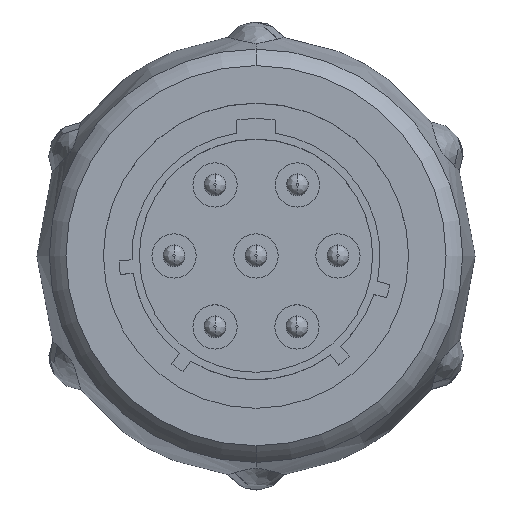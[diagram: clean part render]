
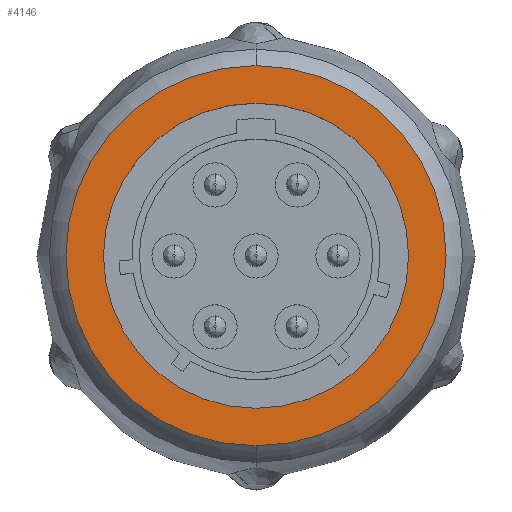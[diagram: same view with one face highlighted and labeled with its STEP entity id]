
A CAD part, top view. The second image highlights one B-rep face of the part: STEP entity #4146.
In plain terms, the highlighted planar face has unit normal (0, 0, 1).
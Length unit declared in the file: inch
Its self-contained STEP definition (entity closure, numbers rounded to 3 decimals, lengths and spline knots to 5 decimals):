
#1311=CARTESIAN_POINT('',(0.,0.,0.94488));
#1312=DIRECTION('',(0.,0.,1.));
#1313=DIRECTION('',(0.,1.,0.));
#1314=AXIS2_PLACEMENT_3D('',#1311,#1312,#1313);
#1316=CARTESIAN_POINT('',(0.,0.,0.94488));
#1317=DIRECTION('',(0.,0.,-1.));
#1318=DIRECTION('',(0.,1.,0.));
#1319=AXIS2_PLACEMENT_3D('',#1316,#1317,#1318);
#1321=CARTESIAN_POINT('',(0.,0.,0.94488));
#1322=DIRECTION('',(0.,0.,-1.));
#1323=DIRECTION('',(0.,1.,0.));
#1324=AXIS2_PLACEMENT_3D('',#1321,#1322,#1323);
#1334=CARTESIAN_POINT('',(0.,0.,0.94488));
#1335=DIRECTION('',(0.,0.,1.));
#1336=DIRECTION('',(0.,1.,0.));
#1337=AXIS2_PLACEMENT_3D('',#1334,#1335,#1336);
#3082=CARTESIAN_POINT('',(0.,0.55145,0.94488));
#3084=VERTEX_POINT('',#3082);
#3085=CARTESIAN_POINT('',(0.,0.44272,0.94488));
#3087=VERTEX_POINT('',#3085);
#3098=CARTESIAN_POINT('',(0.,-0.55145,0.94488));
#3100=VERTEX_POINT('',#3098);
#3101=CARTESIAN_POINT('',(0.,-0.44272,0.94488));
#3103=VERTEX_POINT('',#3101);
#4131=CARTESIAN_POINT('',(0.,0.,0.94488));
#4132=DIRECTION('',(0.,0.,-1.));
#4133=DIRECTION('',(0.,-1.,0.));
#4134=AXIS2_PLACEMENT_3D('',#4131,#4132,#4133);
#4135=PLANE('',#4134);
#4136=ORIENTED_EDGE('',*,*,#4124,.F.);
#4137=ORIENTED_EDGE('',*,*,#4113,.T.);
#4138=EDGE_LOOP('',(#4136,#4137));
#4139=FACE_OUTER_BOUND('',#4138,.F.);
#4141=ORIENTED_EDGE('',*,*,#4140,.F.);
#4143=ORIENTED_EDGE('',*,*,#4142,.T.);
#4144=EDGE_LOOP('',(#4141,#4143));
#4145=FACE_BOUND('',#4144,.F.);
#4146=ADVANCED_FACE('',(#4139,#4145),#4135,.F.);
#1315=CIRCLE('',#1314,0.55145);
#1320=CIRCLE('',#1319,0.55145);
#1325=CIRCLE('',#1324,0.44272);
#1338=CIRCLE('',#1337,0.44272);
#4113=EDGE_CURVE('',#3084,#3100,#1320,.T.);
#4124=EDGE_CURVE('',#3084,#3100,#1315,.T.);
#4140=EDGE_CURVE('',#3087,#3103,#1325,.T.);
#4142=EDGE_CURVE('',#3087,#3103,#1338,.T.);
